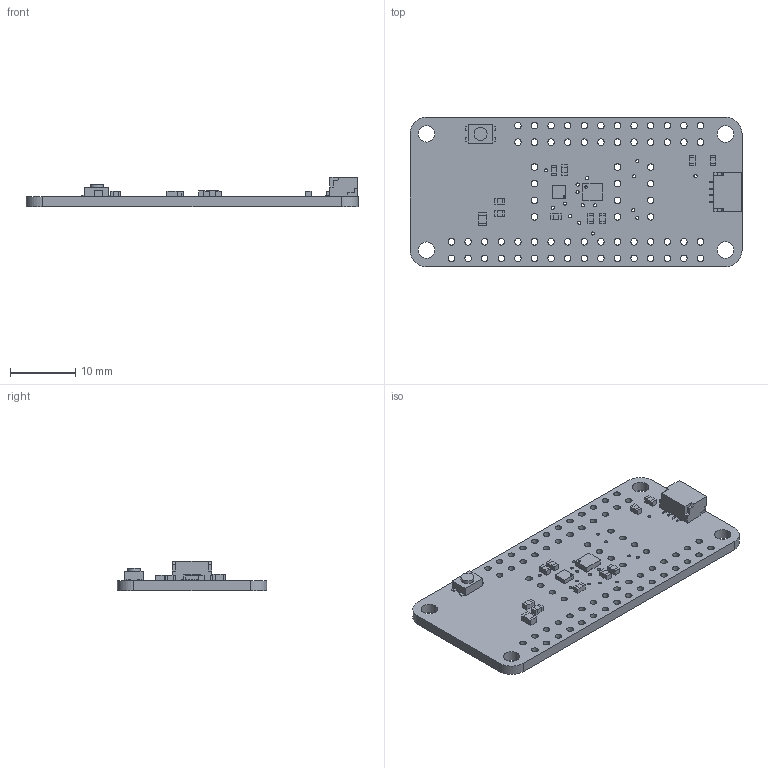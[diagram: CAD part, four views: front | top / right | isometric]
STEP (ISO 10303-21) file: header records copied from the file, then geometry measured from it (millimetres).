
FILE_DESCRIPTION(/* description */ (''),/* implementation_level */ '2;1');
FILE_NAME(/* name */ 'PCB Component.step',/* time_stamp */ '2022-10-18T11:39:55-04:00',/* author */ (''),/* organization */ (''),/* preprocessor_version */ 'ST-DEVELOPER v19',/* originating_system */ 'Autodesk Translation Framework v11.7.0.108',/* authorisation */ '');
FILE_SCHEMA (('AUTOMOTIVE_DESIGN { 1 0 10303 214 3 1 1 }'));
Length unit declared in the file: millimetre
Products named in the file (8): PCB Component; Board; 10K; STEMMA_I2C_QT; LIS3MDL; LSM6DSOX; KMR2; 10uF
Assembly tree (15 placements, depth 2):
  PCB Component
    Board
    10K  x9
    STEMMA_I2C_QT
    LIS3MDL
    LSM6DSOX
    KMR2
    10uF
Bounding box: 50.8 x 22.86 x 4.53 mm (x, y, z)
Volume: 1777.2 mm3; surface area: 3151.4 mm2
Topology: 46 solids, 46 shells, 663 faces, 1612 edges, 1074 vertices
Faces by surface type: plane 567, cylinder 96
Full cylindrical faces by diameter (mm): 0.2 x1, 0.4 x1, 0.483 x17, 1 x68, 2 x1, 2.5 x2, 2.54 x2
Entity records: 16733 total; most frequent: CARTESIAN_POINT 2780, DIRECTION 2664, ORIENTED_EDGE 2648, EDGE_CURVE 1324, LINE 1132, VECTOR 1132, VERTEX_POINT 882, AXIS2_PLACEMENT_3D 766
